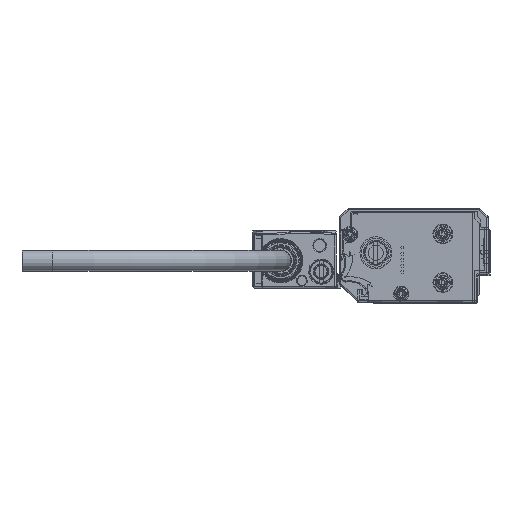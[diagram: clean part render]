
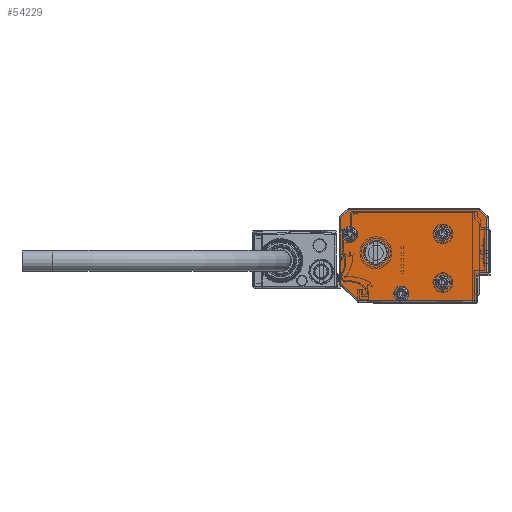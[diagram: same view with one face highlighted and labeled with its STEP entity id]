
A CAD part, left-side view. The second image highlights one B-rep face of the part: STEP entity #54229.
In plain terms, the highlighted planar face has unit normal (-1, 0, 0).
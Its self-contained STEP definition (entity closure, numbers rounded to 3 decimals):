
#54014=AXIS2_PLACEMENT_3D('Circle Axis2P3D',#54012,#54013,$) ;
#54042=AXIS2_PLACEMENT_3D('Circle Axis2P3D',#54040,#54041,$) ;
#54057=AXIS2_PLACEMENT_3D('Plane Axis2P3D',#54054,#54055,#54056) ;
#54061=AXIS2_PLACEMENT_3D('Circle Axis2P3D',#54059,#54060,$) ;
#54068=AXIS2_PLACEMENT_3D('Circle Axis2P3D',#54066,#54067,$) ;
#54075=AXIS2_PLACEMENT_3D('Circle Axis2P3D',#54073,#54074,$) ;
#54087=AXIS2_PLACEMENT_3D('Circle Axis2P3D',#54085,#54086,$) ;
#54159=AXIS2_PLACEMENT_3D('Circle Axis2P3D',#54157,#54158,$) ;
#54168=AXIS2_PLACEMENT_3D('Circle Axis2P3D',#54166,#54167,$) ;
#54177=AXIS2_PLACEMENT_3D('Circle Axis2P3D',#54175,#54176,$) ;
#54186=AXIS2_PLACEMENT_3D('Circle Axis2P3D',#54184,#54185,$) ;
#54195=AXIS2_PLACEMENT_3D('Circle Axis2P3D',#54193,#54194,$) ;
#54204=AXIS2_PLACEMENT_3D('Circle Axis2P3D',#54202,#54203,$) ;
#54213=AXIS2_PLACEMENT_3D('Circle Axis2P3D',#54211,#54212,$) ;
#54222=AXIS2_PLACEMENT_3D('Circle Axis2P3D',#54220,#54221,$) ;
#44124=CARTESIAN_POINT('Vertex',(-3173.,8.4,-1.)) ;
#44126=CARTESIAN_POINT('Vertex',(-3173.,7.,-1.)) ;
#44129=CARTESIAN_POINT('Line Origine',(-3173.,3.5,-1.)) ;
#44133=CARTESIAN_POINT('Vertex',(-3173.,21.793,-1.)) ;
#44145=CARTESIAN_POINT('Vertex',(-3173.,-17.,-1.)) ;
#44148=CARTESIAN_POINT('Line Origine',(-3173.,3.5,-1.)) ;
#54012=CARTESIAN_POINT('Axis2P3D Location',(-3173.,7.7,1.4)) ;
#54016=CARTESIAN_POINT('Vertex',(-3173.,5.2,1.4)) ;
#54037=CARTESIAN_POINT('Vertex',(-3173.,9.894,0.201)) ;
#54040=CARTESIAN_POINT('Axis2P3D Location',(-3173.,7.7,1.4)) ;
#54054=CARTESIAN_POINT('Axis2P3D Location',(-3173.,-21.5,13.5)) ;
#54059=CARTESIAN_POINT('Axis2P3D Location',(-3173.,7.7,1.4)) ;
#54063=CARTESIAN_POINT('Vertex',(-3173.,10.2,1.4)) ;
#54066=CARTESIAN_POINT('Axis2P3D Location',(-3173.,7.7,1.4)) ;
#54070=CARTESIAN_POINT('Vertex',(-3173.,5.506,2.599)) ;
#54073=CARTESIAN_POINT('Axis2P3D Location',(-3173.,7.7,1.4)) ;
#54078=CARTESIAN_POINT('Line Origine',(-3173.,-17.,3.1)) ;
#54082=CARTESIAN_POINT('Vertex',(-3173.,-17.,7.2)) ;
#54085=CARTESIAN_POINT('Axis2P3D Location',(-3173.,-18.,7.2)) ;
#54089=CARTESIAN_POINT('Vertex',(-3173.,-18.,8.2)) ;
#54092=CARTESIAN_POINT('Line Origine',(-3173.,-19.25,8.2)) ;
#54096=CARTESIAN_POINT('Vertex',(-3173.,-20.5,8.2)) ;
#54099=CARTESIAN_POINT('Line Origine',(-3173.,-20.5,17.246)) ;
#54103=CARTESIAN_POINT('Vertex',(-3173.,-20.5,26.293)) ;
#54106=CARTESIAN_POINT('Line Origine',(-3173.,-19.146,27.646)) ;
#54110=CARTESIAN_POINT('Vertex',(-3173.,-17.793,29.)) ;
#54113=CARTESIAN_POINT('Line Origine',(-3173.,3.5,29.)) ;
#54117=CARTESIAN_POINT('Vertex',(-3173.,24.793,29.)) ;
#54120=CARTESIAN_POINT('Line Origine',(-3173.,26.146,27.646)) ;
#54124=CARTESIAN_POINT('Vertex',(-3173.,27.5,26.293)) ;
#54127=CARTESIAN_POINT('Line Origine',(-3173.,27.5,15.5)) ;
#54131=CARTESIAN_POINT('Vertex',(-3173.,27.5,4.707)) ;
#54134=CARTESIAN_POINT('Line Origine',(-3173.,24.646,1.854)) ;
#54157=CARTESIAN_POINT('Axis2P3D Location',(-3173.,-6.,5.)) ;
#54161=CARTESIAN_POINT('Vertex',(-3173.,-3.806,3.801)) ;
#54163=CARTESIAN_POINT('Vertex',(-3173.,-8.194,6.199)) ;
#54166=CARTESIAN_POINT('Axis2P3D Location',(-3173.,-6.,5.)) ;
#54175=CARTESIAN_POINT('Axis2P3D Location',(-3173.,16.,14.8)) ;
#54179=CARTESIAN_POINT('Vertex',(-3173.,11.85,14.8)) ;
#54181=CARTESIAN_POINT('Vertex',(-3173.,20.15,14.8)) ;
#54184=CARTESIAN_POINT('Axis2P3D Location',(-3173.,16.,14.8)) ;
#54193=CARTESIAN_POINT('Axis2P3D Location',(-3173.,-6.,21.)) ;
#54197=CARTESIAN_POINT('Vertex',(-3173.,-8.194,22.199)) ;
#54199=CARTESIAN_POINT('Vertex',(-3173.,-3.806,19.801)) ;
#54202=CARTESIAN_POINT('Axis2P3D Location',(-3173.,-6.,21.)) ;
#54211=CARTESIAN_POINT('Axis2P3D Location',(-3173.,24.5,20.9)) ;
#54215=CARTESIAN_POINT('Vertex',(-3173.,22.306,22.099)) ;
#54217=CARTESIAN_POINT('Vertex',(-3173.,26.694,19.701)) ;
#54220=CARTESIAN_POINT('Axis2P3D Location',(-3173.,24.5,20.9)) ;
#44130=DIRECTION('Vector Direction',(0.,1.,0.)) ;
#44149=DIRECTION('Vector Direction',(0.,1.,0.)) ;
#54013=DIRECTION('Axis2P3D Direction',(-1.,0.,0.)) ;
#54041=DIRECTION('Axis2P3D Direction',(-1.,0.,0.)) ;
#54055=DIRECTION('Axis2P3D Direction',(1.,0.,0.)) ;
#54056=DIRECTION('Axis2P3D XDirection',(0.,1.,0.)) ;
#54060=DIRECTION('Axis2P3D Direction',(1.,0.,0.)) ;
#54067=DIRECTION('Axis2P3D Direction',(1.,0.,0.)) ;
#54074=DIRECTION('Axis2P3D Direction',(1.,0.,0.)) ;
#54079=DIRECTION('Vector Direction',(0.,0.,1.)) ;
#54086=DIRECTION('Axis2P3D Direction',(1.,0.,0.)) ;
#54093=DIRECTION('Vector Direction',(0.,-1.,0.)) ;
#54100=DIRECTION('Vector Direction',(0.,0.,1.)) ;
#54107=DIRECTION('Vector Direction',(0.,-0.707,-0.707)) ;
#54114=DIRECTION('Vector Direction',(0.,1.,0.)) ;
#54121=DIRECTION('Vector Direction',(0.,0.707,-0.707)) ;
#54128=DIRECTION('Vector Direction',(0.,0.,-1.)) ;
#54135=DIRECTION('Vector Direction',(0.,-0.707,-0.707)) ;
#54158=DIRECTION('Axis2P3D Direction',(1.,0.,0.)) ;
#54167=DIRECTION('Axis2P3D Direction',(1.,0.,0.)) ;
#54176=DIRECTION('Axis2P3D Direction',(1.,0.,0.)) ;
#54185=DIRECTION('Axis2P3D Direction',(1.,0.,0.)) ;
#54194=DIRECTION('Axis2P3D Direction',(1.,0.,0.)) ;
#54203=DIRECTION('Axis2P3D Direction',(1.,0.,0.)) ;
#54212=DIRECTION('Axis2P3D Direction',(1.,0.,0.)) ;
#54221=DIRECTION('Axis2P3D Direction',(1.,0.,0.)) ;
#44131=VECTOR('Line Direction',#44130,1.) ;
#44150=VECTOR('Line Direction',#44149,1.) ;
#54080=VECTOR('Line Direction',#54079,1.) ;
#54094=VECTOR('Line Direction',#54093,1.) ;
#54101=VECTOR('Line Direction',#54100,1.) ;
#54108=VECTOR('Line Direction',#54107,1.) ;
#54115=VECTOR('Line Direction',#54114,1.) ;
#54122=VECTOR('Line Direction',#54121,1.) ;
#54129=VECTOR('Line Direction',#54128,1.) ;
#54136=VECTOR('Line Direction',#54135,1.) ;
#54140=ORIENTED_EDGE('',*,*,#54044,.T.) ;
#54141=ORIENTED_EDGE('',*,*,#54065,.T.) ;
#54142=ORIENTED_EDGE('',*,*,#54072,.T.) ;
#54143=ORIENTED_EDGE('',*,*,#54077,.T.) ;
#54144=ORIENTED_EDGE('',*,*,#54018,.T.) ;
#54145=ORIENTED_EDGE('',*,*,#44152,.F.) ;
#54146=ORIENTED_EDGE('',*,*,#54084,.F.) ;
#54147=ORIENTED_EDGE('',*,*,#54091,.F.) ;
#54148=ORIENTED_EDGE('',*,*,#54098,.F.) ;
#54149=ORIENTED_EDGE('',*,*,#54105,.F.) ;
#54150=ORIENTED_EDGE('',*,*,#54112,.F.) ;
#54151=ORIENTED_EDGE('',*,*,#54119,.F.) ;
#54152=ORIENTED_EDGE('',*,*,#54126,.F.) ;
#54153=ORIENTED_EDGE('',*,*,#54133,.F.) ;
#54154=ORIENTED_EDGE('',*,*,#54138,.F.) ;
#54155=ORIENTED_EDGE('',*,*,#44135,.F.) ;
#54172=ORIENTED_EDGE('',*,*,#54165,.T.) ;
#54173=ORIENTED_EDGE('',*,*,#54170,.T.) ;
#54190=ORIENTED_EDGE('',*,*,#54183,.T.) ;
#54191=ORIENTED_EDGE('',*,*,#54188,.T.) ;
#54208=ORIENTED_EDGE('',*,*,#54201,.T.) ;
#54209=ORIENTED_EDGE('',*,*,#54206,.T.) ;
#54226=ORIENTED_EDGE('',*,*,#54219,.T.) ;
#54227=ORIENTED_EDGE('',*,*,#54224,.T.) ;
#54174=FACE_BOUND('',#54171,.T.) ;
#54192=FACE_BOUND('',#54189,.T.) ;
#54210=FACE_BOUND('',#54207,.T.) ;
#54228=FACE_BOUND('',#54225,.T.) ;
#54229=ADVANCED_FACE('\X2\FF8AFF9FFF70FF82\X0\ \X2\FF8EFF9EFF83FF9EFF68FF70\X0\',(#54156,#54174,#54192,#54210,#54228),#54058,.F.) ;
#54015=CIRCLE('generated circle',#54014,2.5) ;
#54043=CIRCLE('generated circle',#54042,2.5) ;
#54062=CIRCLE('generated circle',#54061,2.5) ;
#54069=CIRCLE('generated circle',#54068,2.5) ;
#54076=CIRCLE('generated circle',#54075,2.5) ;
#54088=CIRCLE('generated circle',#54087,1.) ;
#54160=CIRCLE('generated circle',#54159,2.5) ;
#54169=CIRCLE('generated circle',#54168,2.5) ;
#54178=CIRCLE('generated circle',#54177,4.15) ;
#54187=CIRCLE('generated circle',#54186,4.15) ;
#54196=CIRCLE('generated circle',#54195,2.5) ;
#54205=CIRCLE('generated circle',#54204,2.5) ;
#54214=CIRCLE('generated circle',#54213,2.5) ;
#54223=CIRCLE('generated circle',#54222,2.5) ;
#44135=EDGE_CURVE('',#44125,#44134,#44132,.T.) ;
#44152=EDGE_CURVE('',#44146,#44127,#44151,.T.) ;
#54018=EDGE_CURVE('',#54017,#44127,#54015,.F.) ;
#54044=EDGE_CURVE('',#44125,#54038,#54043,.F.) ;
#54065=EDGE_CURVE('',#54038,#54064,#54062,.T.) ;
#54072=EDGE_CURVE('',#54064,#54071,#54069,.T.) ;
#54077=EDGE_CURVE('',#54071,#54017,#54076,.T.) ;
#54084=EDGE_CURVE('',#54083,#44146,#54081,.F.) ;
#54091=EDGE_CURVE('',#54090,#54083,#54088,.F.) ;
#54098=EDGE_CURVE('',#54097,#54090,#54095,.F.) ;
#54105=EDGE_CURVE('',#54104,#54097,#54102,.F.) ;
#54112=EDGE_CURVE('',#54111,#54104,#54109,.T.) ;
#54119=EDGE_CURVE('',#54118,#54111,#54116,.F.) ;
#54126=EDGE_CURVE('',#54125,#54118,#54123,.F.) ;
#54133=EDGE_CURVE('',#54132,#54125,#54130,.F.) ;
#54138=EDGE_CURVE('',#44134,#54132,#54137,.F.) ;
#54165=EDGE_CURVE('',#54162,#54164,#54160,.T.) ;
#54170=EDGE_CURVE('',#54164,#54162,#54169,.T.) ;
#54183=EDGE_CURVE('',#54180,#54182,#54178,.T.) ;
#54188=EDGE_CURVE('',#54182,#54180,#54187,.T.) ;
#54201=EDGE_CURVE('',#54198,#54200,#54196,.T.) ;
#54206=EDGE_CURVE('',#54200,#54198,#54205,.T.) ;
#54219=EDGE_CURVE('',#54216,#54218,#54214,.T.) ;
#54224=EDGE_CURVE('',#54218,#54216,#54223,.T.) ;
#54139=EDGE_LOOP('',(#54140,#54141,#54142,#54143,#54144,#54145,#54146,#54147,#54148,#54149,#54150,#54151,#54152,#54153,#54154,#54155)) ;
#54171=EDGE_LOOP('',(#54172,#54173)) ;
#54189=EDGE_LOOP('',(#54190,#54191)) ;
#54207=EDGE_LOOP('',(#54208,#54209)) ;
#54225=EDGE_LOOP('',(#54226,#54227)) ;
#54156=FACE_OUTER_BOUND('',#54139,.T.) ;
#44132=LINE('Line',#44129,#44131) ;
#44151=LINE('Line',#44148,#44150) ;
#54081=LINE('Line',#54078,#54080) ;
#54095=LINE('Line',#54092,#54094) ;
#54102=LINE('Line',#54099,#54101) ;
#54109=LINE('Line',#54106,#54108) ;
#54116=LINE('Line',#54113,#54115) ;
#54123=LINE('Line',#54120,#54122) ;
#54130=LINE('Line',#54127,#54129) ;
#54137=LINE('Line',#54134,#54136) ;
#54058=PLANE('Plane',#54057) ;
#44125=VERTEX_POINT('',#44124) ;
#44127=VERTEX_POINT('',#44126) ;
#44134=VERTEX_POINT('',#44133) ;
#44146=VERTEX_POINT('',#44145) ;
#54017=VERTEX_POINT('',#54016) ;
#54038=VERTEX_POINT('',#54037) ;
#54064=VERTEX_POINT('',#54063) ;
#54071=VERTEX_POINT('',#54070) ;
#54083=VERTEX_POINT('',#54082) ;
#54090=VERTEX_POINT('',#54089) ;
#54097=VERTEX_POINT('',#54096) ;
#54104=VERTEX_POINT('',#54103) ;
#54111=VERTEX_POINT('',#54110) ;
#54118=VERTEX_POINT('',#54117) ;
#54125=VERTEX_POINT('',#54124) ;
#54132=VERTEX_POINT('',#54131) ;
#54162=VERTEX_POINT('',#54161) ;
#54164=VERTEX_POINT('',#54163) ;
#54180=VERTEX_POINT('',#54179) ;
#54182=VERTEX_POINT('',#54181) ;
#54198=VERTEX_POINT('',#54197) ;
#54200=VERTEX_POINT('',#54199) ;
#54216=VERTEX_POINT('',#54215) ;
#54218=VERTEX_POINT('',#54217) ;
